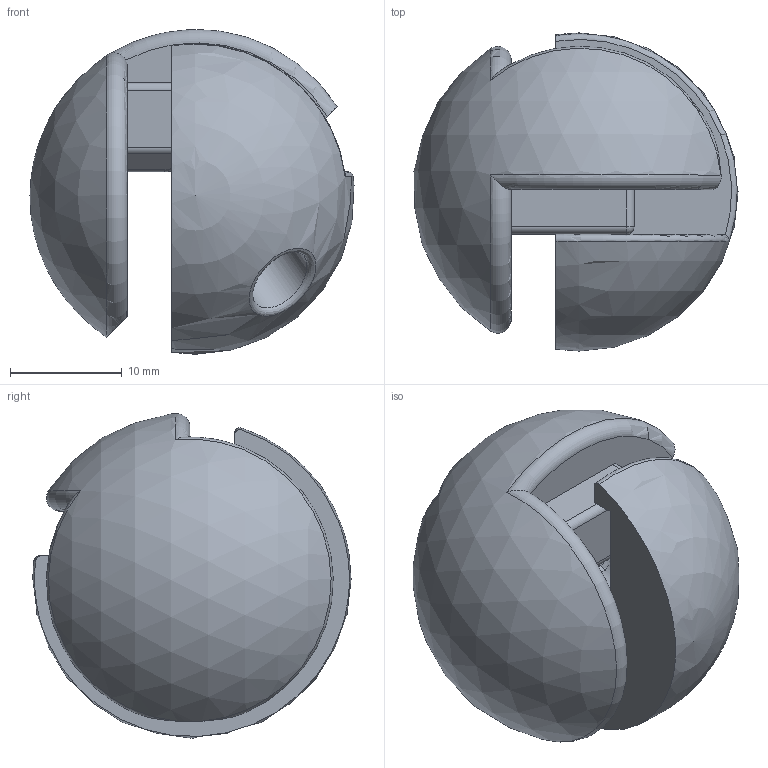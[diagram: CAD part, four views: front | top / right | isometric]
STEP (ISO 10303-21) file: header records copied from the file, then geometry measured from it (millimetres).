
FILE_DESCRIPTION(/* description */ (''),/* implementation_level */ '2;1');
FILE_NAME(/* name */ '1d7f4c30-b57c-4a85-97e6-00e56a601b40.stp',/* time_stamp */ '2018-09-19T23:59:32+02:00',/* author */ ('carvedblock'),/* organization */ (''),/* preprocessor_version */ 'ST-DEVELOPER v17.2',/* originating_system */ 'Autodesk Translation Framework v7.6.0.251',/* authorisation */ '');
FILE_SCHEMA (('AUTOMOTIVE_DESIGN { 1 0 10303 214 3 1 1 }'));
Length unit declared in the file: millimetre
Products named in the file (2): lulzbot taz 6 enclosure - stage2; sphere t junction
Assembly tree (1 placements, depth 2):
  lulzbot taz 6 enclosure - stage2
    sphere t junction
Bounding box: 29.02 x 28.5 x 29.07 mm (x, y, z)
Volume: 9371.1 mm3; surface area: 4155.8 mm2
Topology: 2 solids, 2 shells, 68 faces, 185 edges, 119 vertices
Faces by surface type: plane 27, bspline 16, cylinder 14, torus 7, sphere 4
Full cylindrical faces by diameter (mm): 2.8 x1, 3.8 x1, 6 x1
Entity records: 2997 total; most frequent: CARTESIAN_POINT 1306, ORIENTED_EDGE 366, DIRECTION 312, EDGE_CURVE 183, AXIS2_PLACEMENT_3D 120, VERTEX_POINT 119, LINE 72, VECTOR 72
